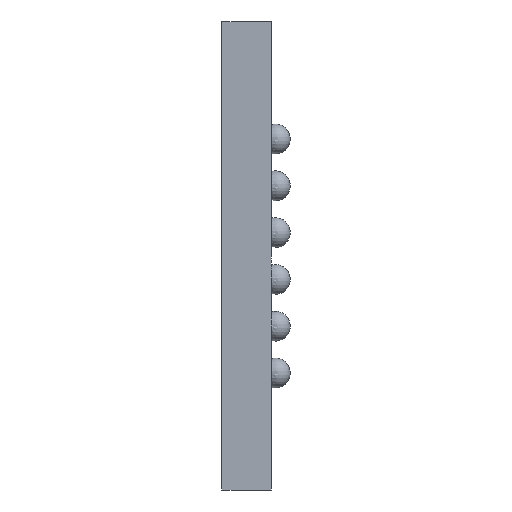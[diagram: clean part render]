
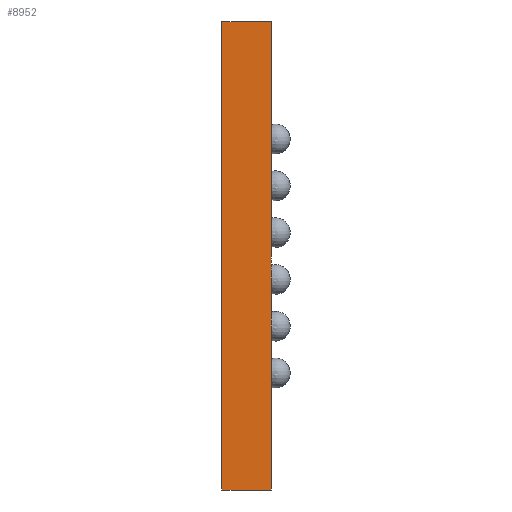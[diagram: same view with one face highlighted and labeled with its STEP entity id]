
A CAD part, left-side view. The second image highlights one B-rep face of the part: STEP entity #8952.
In plain terms, the highlighted planar face has unit normal (-1, 0, 0).
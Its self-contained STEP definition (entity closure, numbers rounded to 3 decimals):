
#1392=FACE_OUTER_BOUND('',#1925,.T.);
#1925=EDGE_LOOP('',(#7723,#7724,#7725,#7726));
#2655=LINE('',#15862,#3342);
#2660=LINE('',#16032,#3347);
#2661=LINE('',#16035,#3348);
#2662=LINE('',#16036,#3349);
#3342=VECTOR('',#10344,10.);
#3347=VECTOR('',#10577,10.);
#3348=VECTOR('',#10580,10.);
#3349=VECTOR('',#10581,10.);
#4115=VERTEX_POINT('',#15855);
#4118=VERTEX_POINT('',#15860);
#4169=VERTEX_POINT('',#16030);
#4170=VERTEX_POINT('',#16034);
#5319=EDGE_CURVE('',#4118,#4115,#2655,.T.);
#5372=EDGE_CURVE('',#4118,#4169,#2660,.T.);
#5373=EDGE_CURVE('',#4170,#4169,#2661,.T.);
#5374=EDGE_CURVE('',#4115,#4170,#2662,.T.);
#7723=ORIENTED_EDGE('',*,*,#5319,.F.);
#7724=ORIENTED_EDGE('',*,*,#5372,.T.);
#7725=ORIENTED_EDGE('',*,*,#5373,.F.);
#7726=ORIENTED_EDGE('',*,*,#5374,.F.);
#7983=PLANE('',#9272);
#8952=ADVANCED_FACE('',(#1392),#7983,.T.);
#9272=AXIS2_PLACEMENT_3D('',#16033,#10578,#10579);
#10344=DIRECTION('',(0.,0.,1.));
#10577=DIRECTION('',(0.,-1.,0.));
#10578=DIRECTION('center_axis',(-1.,0.,0.));
#10579=DIRECTION('ref_axis',(0.,0.,-1.));
#10580=DIRECTION('',(0.,0.,-1.));
#10581=DIRECTION('',(0.,-1.,0.));
#15855=CARTESIAN_POINT('',(-3.,0.73,2.5));
#15860=CARTESIAN_POINT('',(-3.,0.73,-2.5));
#15862=CARTESIAN_POINT('',(-3.,0.73,-2.5));
#16030=CARTESIAN_POINT('',(-3.,0.2,-2.5));
#16032=CARTESIAN_POINT('',(-3.,0.73,-2.5));
#16033=CARTESIAN_POINT('Origin',(-3.,0.73,2.5));
#16034=CARTESIAN_POINT('',(-3.,0.2,2.5));
#16035=CARTESIAN_POINT('',(-3.,0.2,-2.5));
#16036=CARTESIAN_POINT('',(-3.,0.73,2.5));
